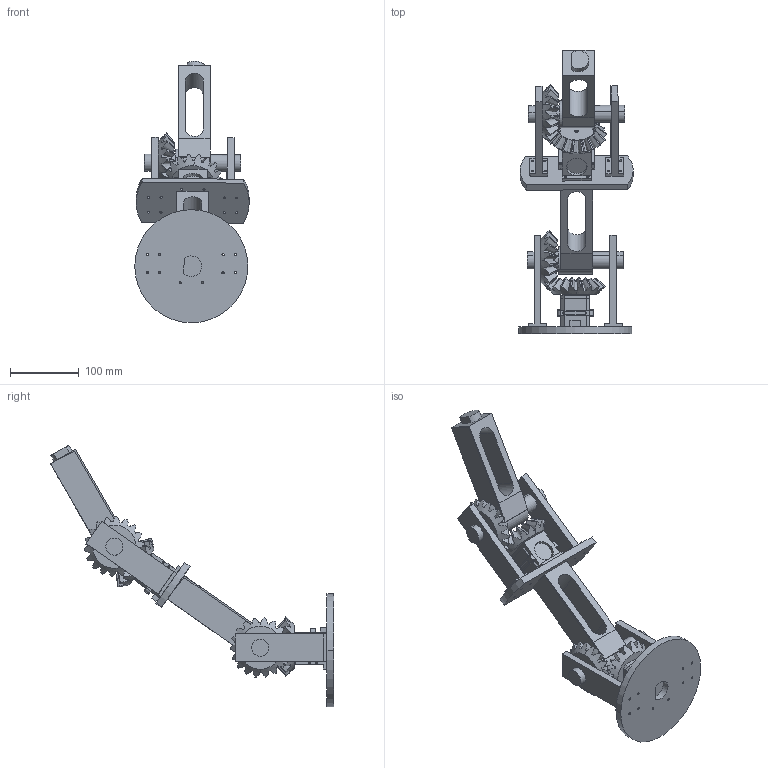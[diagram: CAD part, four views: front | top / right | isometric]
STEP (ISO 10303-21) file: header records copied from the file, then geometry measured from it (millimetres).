
FILE_DESCRIPTION((''),'2;1');
FILE_NAME('SHOULDER_ASM','2020-12-31T13:19:31',('TINH LE'),(''),'CREO PARAMETRIC BY PTC INC, 2020154','CREO PARAMETRIC BY PTC INC, 2020154','');
FILE_SCHEMA(('CONFIG_CONTROL_DESIGN'));
Length unit declared in the file: millimetre
Products named in the file (14): SHOULDER_PLATFORM; SHOULDER_MOTOR_ATTACH; NEMA_17_STEPPER_MOTOR_; SHOULDER_BEVEL_GEAR; SHOULDER_MOTOR_ASM; PIVOT_MOTOR_HOOK; SHOULDER_BEVEL_GEAR_SUPPORT; SHOULDER_GEAR_CYLINDER; SHOULDER_BEVEL_GEAR_2; SHOULDER_GEAR_STAND_ASM; SHOULDER_LENGTH; SHOULDER_JOINT; SHOULDER_LENGTH_MOTOR_ASM; SHOULDER_ASM
Assembly tree (22 placements, depth 4):
  SHOULDER_ASM
    SHOULDER_PLATFORM
    SHOULDER_MOTOR_ATTACH
    SHOULDER_MOTOR_ASM
      NEMA_17_STEPPER_MOTOR_
      SHOULDER_BEVEL_GEAR
    PIVOT_MOTOR_HOOK
    SHOULDER_GEAR_STAND_ASM
      SHOULDER_BEVEL_GEAR_SUPPORT
      SHOULDER_GEAR_CYLINDER
      SHOULDER_BEVEL_GEAR_2
    SHOULDER_BEVEL_GEAR_SUPPORT
    SHOULDER_LENGTH_MOTOR_ASM
      SHOULDER_LENGTH  x2
      SHOULDER_JOINT
      SHOULDER_MOTOR_ATTACH
      SHOULDER_MOTOR_ASM
        NEMA_17_STEPPER_MOTOR_
        SHOULDER_BEVEL_GEAR
      PIVOT_MOTOR_HOOK
      SHOULDER_BEVEL_GEAR_SUPPORT  x2
      SHOULDER_GEAR_CYLINDER
      SHOULDER_BEVEL_GEAR_2
Bounding box: 166.99 x 413.59 x 381.66 mm (x, y, z)
Volume: 1478332.1 mm3; surface area: 360276 mm2
Topology: 20 solids, 20 shells, 644 faces, 1724 edges, 1148 vertices
Faces by surface type: plane 246, cylinder 238, cone 88, bspline 72
Entity records: 19730 total; most frequent: CARTESIAN_POINT 10795, DIRECTION 1841, ORIENTED_EDGE 1766, EDGE_CURVE 883, AXIS2_PLACEMENT_3D 694, VERTEX_POINT 588, VECTOR 453, LINE 453
